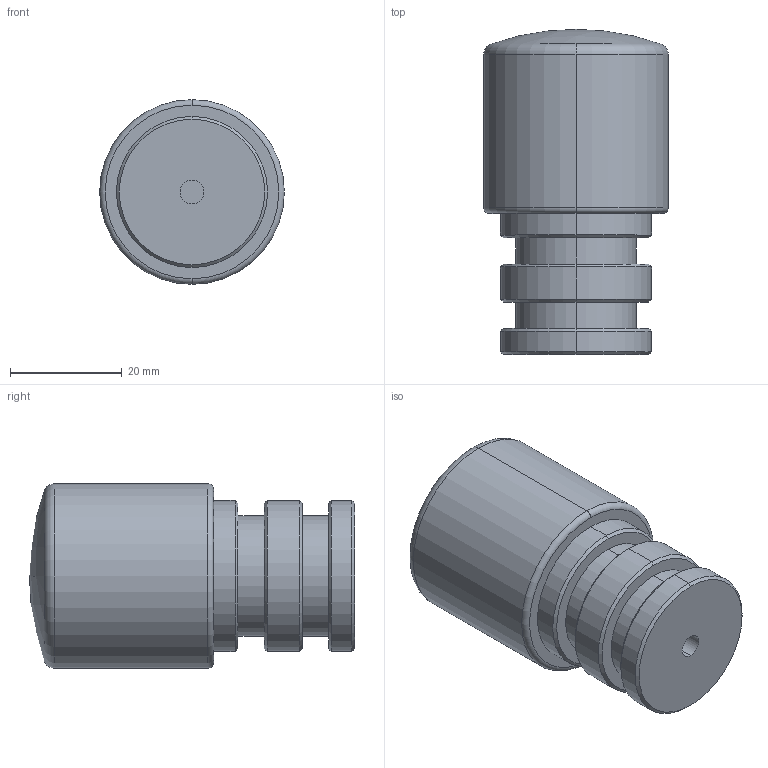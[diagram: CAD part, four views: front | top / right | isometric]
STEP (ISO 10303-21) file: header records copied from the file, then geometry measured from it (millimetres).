
FILE_DESCRIPTION (( 'STEP AP214' ), '1' );
FILE_NAME ('IA60_Moule.STEP', '2025-04-01T22:38:59', ( '' ), ( '' ), 'SwSTEP 2.0', 'SolidWorks 2024', '' );
FILE_SCHEMA (( 'AUTOMOTIVE_DESIGN' ));
Length unit declared in the file: millimetre
Products named in the file (1): IA60_Moule
Bounding box: 33 x 58.1 x 33 mm (x, y, z)
Volume: 38957.4 mm3; surface area: 7621.4 mm2
Topology: 1 solids, 1 shells, 37 faces, 74 edges, 45 vertices
Faces by surface type: cylinder 14, cone 10, plane 7, torus 4, sphere 2
Entity records: 997 total; most frequent: DIRECTION 200, CARTESIAN_POINT 157, ORIENTED_EDGE 148, AXIS2_PLACEMENT_3D 88, EDGE_CURVE 74, CIRCLE 50, VERTEX_POINT 45, EDGE_LOOP 43
